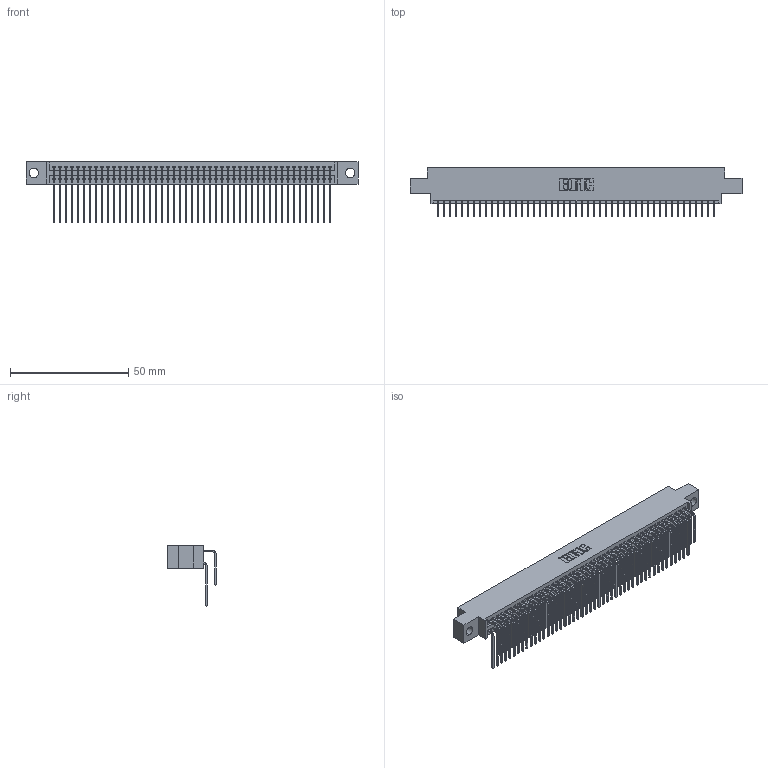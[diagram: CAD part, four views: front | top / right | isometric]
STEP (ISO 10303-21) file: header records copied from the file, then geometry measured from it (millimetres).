
FILE_DESCRIPTION (( 'STEP AP203' ), '1' );
FILE_NAME ('395-094-559-804.STEP', '2021-06-17T11:45:53', ( '' ), ( '' ), 'SwSTEP 2.0', 'SolidWorks 2020', '' );
FILE_SCHEMA (( 'CONFIG_CONTROL_DESIGN' ));
Length unit declared in the file: inch
Products named in the file (4): 345-292-001_559 Tail - 2; 395-094-559-804; 345-292-001_558 559 Tail - 1; 345 Part_0.170 Offset - 0.156 Dia-TI
Assembly tree (95 placements, depth 2):
  395-094-559-804
    345 Part_0.170 Offset - 0.156 Dia-TI
    345-292-001_558 559 Tail - 1  x47
    345-292-001_559 Tail - 2  x47
Bounding box: 140.59 x 20.56 x 25.53 mm (x, y, z)
Volume: 14026.3 mm3; surface area: 23375 mm2
Topology: 95 solids, 95 shells, 5032 faces, 14959 edges, 9846 vertices
Faces by surface type: plane 3388, cylinder 1644
Entity records: 38407 total; most frequent: CARTESIAN_POINT 6485, ORIENTED_EDGE 6366, DIRECTION 5683, EDGE_CURVE 3183, VECTOR 2823, LINE 2823, VERTEX_POINT 2118, AXIS2_PLACEMENT_3D 1430
